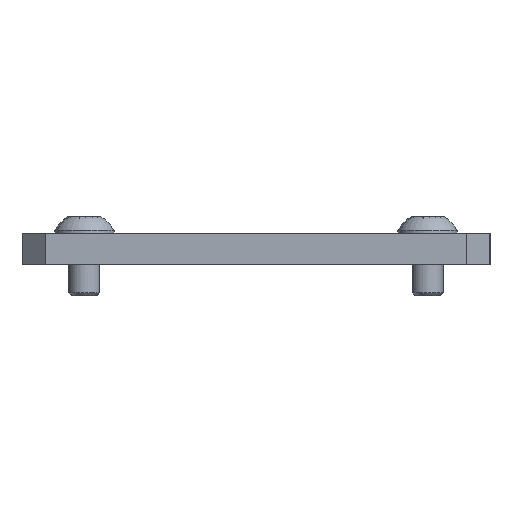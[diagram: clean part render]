
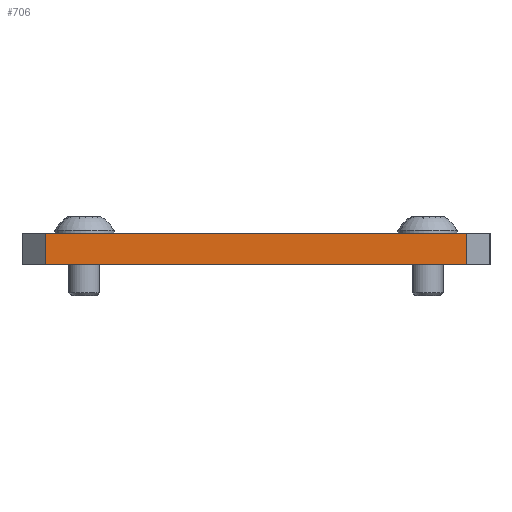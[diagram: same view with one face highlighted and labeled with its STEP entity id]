
A CAD part, left-side view. The second image highlights one B-rep face of the part: STEP entity #706.
In plain terms, the highlighted planar face has unit normal (-1, 0, 0).
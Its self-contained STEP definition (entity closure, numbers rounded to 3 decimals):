
#5 = CARTESIAN_POINT ( 'NONE',  ( -95., 27., 0. ) ) ;
#9 = DIRECTION ( 'NONE',  ( 0., 0., -1. ) ) ;
#89 = LINE ( 'NONE', #1764, #1660 ) ;
#118 = VERTEX_POINT ( 'NONE', #5 ) ;
#149 = EDGE_CURVE ( 'NONE', #746, #279, #1501, .T. ) ;
#246 = DIRECTION ( 'NONE',  ( 0., -1., 0. ) ) ;
#254 = DIRECTION ( 'NONE',  ( 1., 0., 0. ) ) ;
#279 = VERTEX_POINT ( 'NONE', #1042 ) ;
#314 = VECTOR ( 'NONE', #822, 1000. ) ;
#393 = CARTESIAN_POINT ( 'NONE',  ( -95., 27., 4. ) ) ;
#407 = CARTESIAN_POINT ( 'NONE',  ( -95., 30., 4. ) ) ;
#449 = CARTESIAN_POINT ( 'NONE',  ( -95., -27., 0. ) ) ;
#533 = AXIS2_PLACEMENT_3D ( 'NONE', #407, #254, #1419 ) ;
#534 = CARTESIAN_POINT ( 'NONE',  ( -95., 30., 0. ) ) ;
#546 = EDGE_LOOP ( 'NONE', ( #648, #548, #1800, #914 ) ) ;
#548 = ORIENTED_EDGE ( 'NONE', *, *, #805, .T. ) ;
#648 = ORIENTED_EDGE ( 'NONE', *, *, #1191, .F. ) ;
#679 = FACE_OUTER_BOUND ( 'NONE', #546, .T. ) ;
#706 = ADVANCED_FACE ( 'NONE', ( #679 ), #1125, .F. ) ;
#707 = LINE ( 'NONE', #1129, #314 ) ;
#746 = VERTEX_POINT ( 'NONE', #449 ) ;
#805 = EDGE_CURVE ( 'NONE', #1219, #118, #89, .T. ) ;
#822 = DIRECTION ( 'NONE',  ( 0., -1., 0. ) ) ;
#914 = ORIENTED_EDGE ( 'NONE', *, *, #149, .T. ) ;
#1042 = CARTESIAN_POINT ( 'NONE',  ( -95., -27., 4. ) ) ;
#1117 = VECTOR ( 'NONE', #1294, 1000. ) ;
#1125 = PLANE ( 'NONE',  #533 ) ;
#1129 = CARTESIAN_POINT ( 'NONE',  ( -95., 30., 4. ) ) ;
#1154 = EDGE_CURVE ( 'NONE', #118, #746, #1681, .T. ) ;
#1191 = EDGE_CURVE ( 'NONE', #1219, #279, #707, .T. ) ;
#1219 = VERTEX_POINT ( 'NONE', #393 ) ;
#1294 = DIRECTION ( 'NONE',  ( 0., 0., 1. ) ) ;
#1419 = DIRECTION ( 'NONE',  ( 0., 1., 0. ) ) ;
#1501 = LINE ( 'NONE', #1748, #1117 ) ;
#1615 = VECTOR ( 'NONE', #246, 1000. ) ;
#1660 = VECTOR ( 'NONE', #9, 1000. ) ;
#1681 = LINE ( 'NONE', #534, #1615 ) ;
#1748 = CARTESIAN_POINT ( 'NONE',  ( -95., -27., 4. ) ) ;
#1764 = CARTESIAN_POINT ( 'NONE',  ( -95., 27., 4. ) ) ;
#1800 = ORIENTED_EDGE ( 'NONE', *, *, #1154, .T. ) ;
